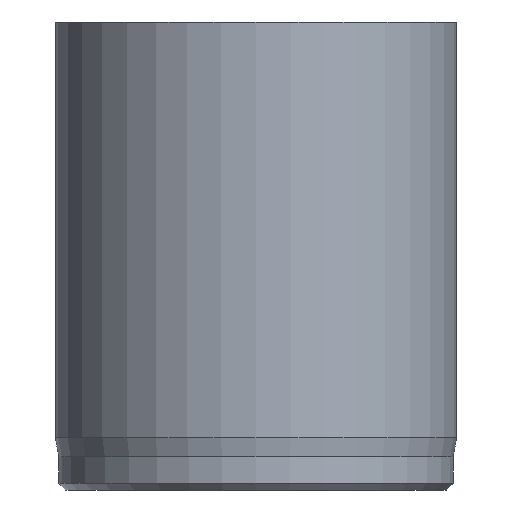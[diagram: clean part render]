
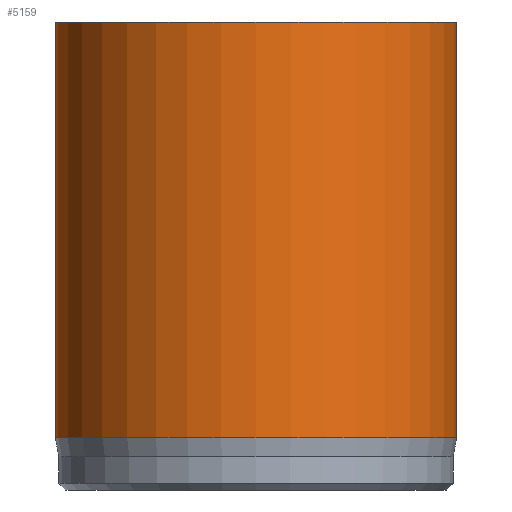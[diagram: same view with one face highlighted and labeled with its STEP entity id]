
A CAD part, front view. The second image highlights one B-rep face of the part: STEP entity #5159.
In plain terms, the highlighted cylindrical face has radius 6 mm (diameter 12 mm), a full revolution.
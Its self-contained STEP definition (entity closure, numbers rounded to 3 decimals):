
#31=CYLINDRICAL_SURFACE('',#5358,6.);
#45=CIRCLE('',#5332,6.);
#57=CIRCLE('',#5356,6.);
#58=CIRCLE('',#5357,6.);
#813=FACE_OUTER_BOUND('',#1113,.T.);
#1113=EDGE_LOOP('',(#4675,#4676,#4677,#4678,#4679));
#1534=LINE('',#9592,#1961);
#1961=VECTOR('',#6043,6.);
#2454=VERTEX_POINT('',#9544);
#2466=VERTEX_POINT('',#9586);
#2467=VERTEX_POINT('',#9587);
#3193=EDGE_CURVE('',#2454,#2454,#45,.T.);
#3211=EDGE_CURVE('',#2466,#2467,#57,.T.);
#3212=EDGE_CURVE('',#2467,#2466,#58,.T.);
#3214=EDGE_CURVE('',#2454,#2466,#1534,.T.);
#4675=ORIENTED_EDGE('',*,*,#3193,.T.);
#4676=ORIENTED_EDGE('',*,*,#3214,.T.);
#4677=ORIENTED_EDGE('',*,*,#3211,.T.);
#4678=ORIENTED_EDGE('',*,*,#3212,.T.);
#4679=ORIENTED_EDGE('',*,*,#3214,.F.);
#5159=ADVANCED_FACE('',(#813),#31,.T.);
#5332=AXIS2_PLACEMENT_3D('',#9545,#5982,#5983);
#5356=AXIS2_PLACEMENT_3D('',#9588,#6036,#6037);
#5357=AXIS2_PLACEMENT_3D('',#9589,#6038,#6039);
#5358=AXIS2_PLACEMENT_3D('',#9591,#6041,#6042);
#5982=DIRECTION('center_axis',(0.,0.,-1.));
#5983=DIRECTION('ref_axis',(-1.,0.,0.));
#6036=DIRECTION('center_axis',(0.,0.,1.));
#6037=DIRECTION('ref_axis',(-1.,0.,0.));
#6038=DIRECTION('center_axis',(0.,0.,1.));
#6039=DIRECTION('ref_axis',(-1.,0.,0.));
#6041=DIRECTION('center_axis',(0.,0.,1.));
#6042=DIRECTION('ref_axis',(-1.,0.,0.));
#6043=DIRECTION('',(0.,0.,-1.));
#9544=CARTESIAN_POINT('',(6.,0.,14.));
#9545=CARTESIAN_POINT('Origin',(0.,0.,14.));
#9586=CARTESIAN_POINT('',(6.,0.,1.567));
#9587=CARTESIAN_POINT('',(-6.,0.,1.567));
#9588=CARTESIAN_POINT('Origin',(0.,0.,1.567));
#9589=CARTESIAN_POINT('Origin',(0.,0.,1.567));
#9591=CARTESIAN_POINT('Origin',(0.,0.,0.));
#9592=CARTESIAN_POINT('',(6.,0.,0.));
